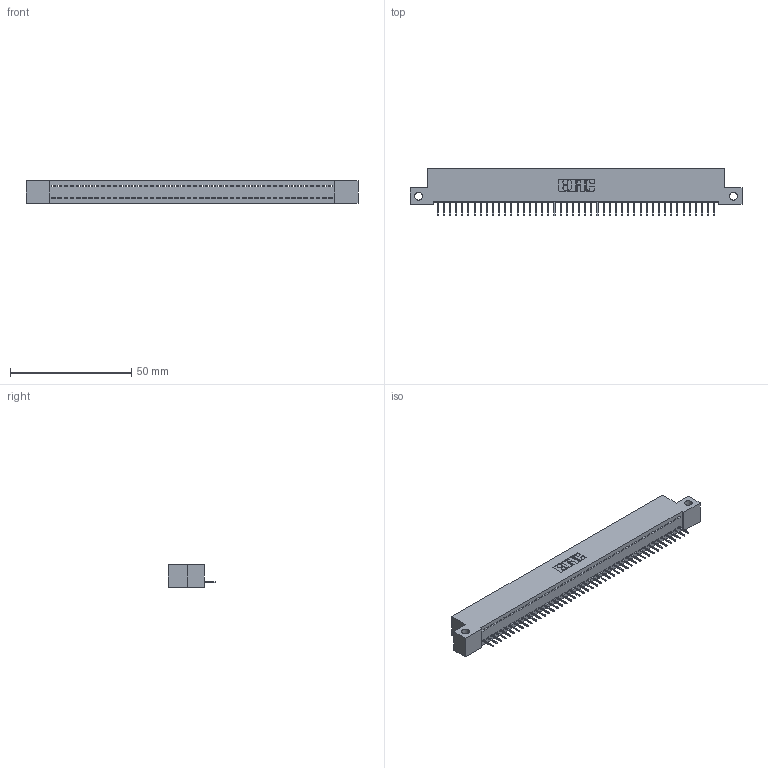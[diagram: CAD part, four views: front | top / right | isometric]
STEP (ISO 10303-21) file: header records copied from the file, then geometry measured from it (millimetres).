
FILE_DESCRIPTION (( 'STEP AP203' ), '1' );
FILE_NAME ('392-046-524-112.STEP', '2018-08-16T16:42:47', ( '' ), ( '' ), 'SwSTEP 2.0', 'SolidWorks 2016', '' );
FILE_SCHEMA (( 'CONFIG_CONTROL_DESIGN' ));
Length unit declared in the file: inch
Products named in the file (3): 342 Part_Side Mount; 345-292-001_345-293-124; 392-046-524-112
Assembly tree (47 placements, depth 2):
  392-046-524-112
    342 Part_Side Mount
    345-292-001_345-293-124  x46
Bounding box: 137.16 x 19.69 x 9.4 mm (x, y, z)
Volume: 11785.3 mm3; surface area: 16653.3 mm2
Topology: 47 solids, 47 shells, 2962 faces, 8579 edges, 5534 vertices
Faces by surface type: plane 2274, cylinder 688
Entity records: 27549 total; most frequent: CARTESIAN_POINT 4756, ORIENTED_EDGE 4738, DIRECTION 4005, EDGE_CURVE 2369, VECTOR 2245, LINE 2245, VERTEX_POINT 1574, AXIS2_PLACEMENT_3D 880
